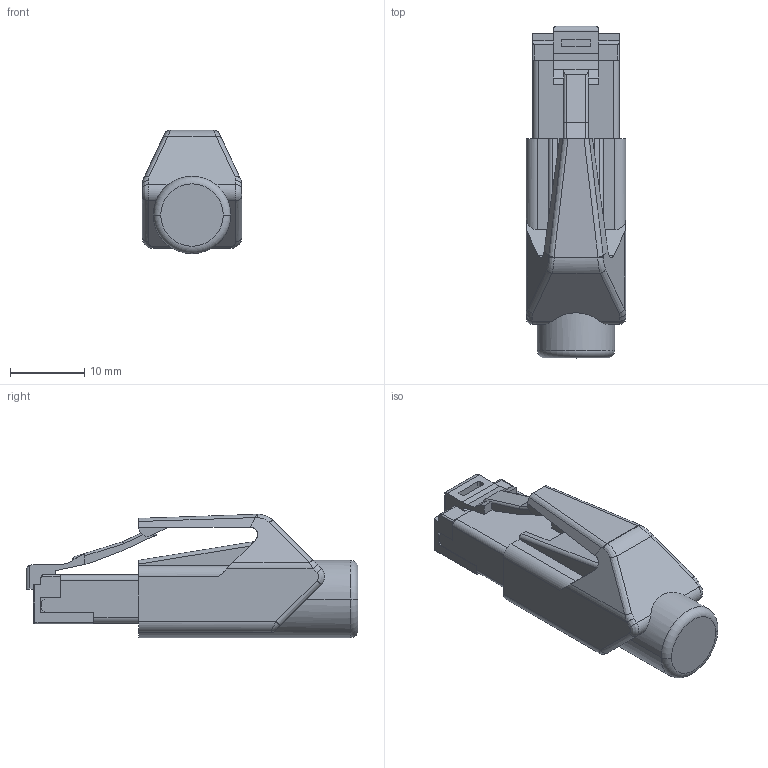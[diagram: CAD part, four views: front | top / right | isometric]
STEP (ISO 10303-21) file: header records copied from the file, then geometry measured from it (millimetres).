
FILE_DESCRIPTION(('OneSpaceDesigner STEP Export'),'2;1');
FILE_NAME('TM21P-88P.stp','2008-07-07T16:47:45',(''),(''),'OneSpace Designer STEP processor for AP214 (Solid Model)','OneSpace Modeling 15.00A 14-Mar-2007 (C) CoCreate Software GmbH','');
FILE_SCHEMA(('AUTOMOTIVE_DESIGN { 1 0 10303 214 1 1 1 1 }'));
Products named in the file (1): HOOD-21P
Bounding box: 13.4 x 44.65 x 16.6 mm (x, y, z)
Volume: 5130 mm3; surface area: 2853.7 mm2
Topology: 1 solids, 3 shells, 419 faces, 1161 edges, 749 vertices
Faces by surface type: plane 255, cylinder 110, bspline 46, torus 4, extrusion 2, sphere 2
Entity records: 38659 total; most frequent: CARTESIAN_POINT 28800, ORIENTED_EDGE 2318, DIRECTION 1725, EDGE_CURVE 1159, VERTEX_POINT 749, VECTOR 743, LINE 741, AXIS2_PLACEMENT_3D 491
